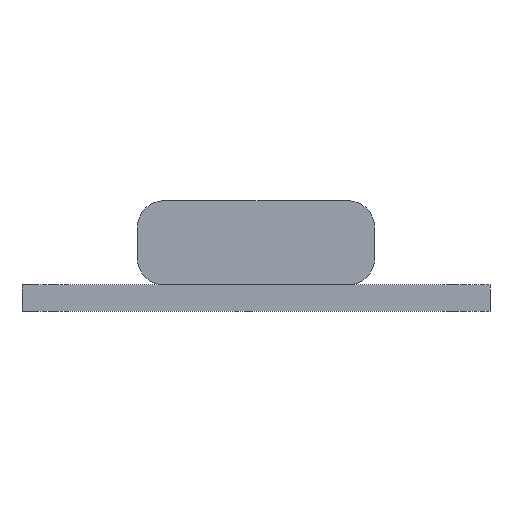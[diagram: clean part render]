
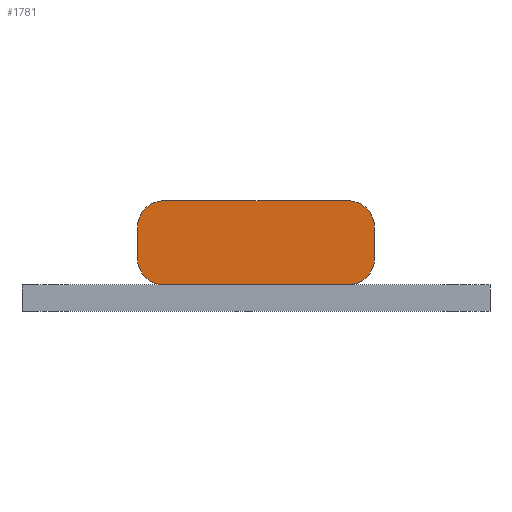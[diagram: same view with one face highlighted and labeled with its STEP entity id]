
A CAD part, front view. The second image highlights one B-rep face of the part: STEP entity #1781.
In plain terms, the highlighted planar face has unit normal (0, -1, 0).
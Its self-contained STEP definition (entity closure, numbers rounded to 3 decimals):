
#96=PLANE('',#1970);
#181=FACE_OUTER_BOUND('',#317,.T.);
#317=EDGE_LOOP('',(#1609,#1610,#1611,#1612,#1613,#1614,#1615,#1616));
#459=LINE('',#2988,#607);
#462=LINE('',#2994,#610);
#463=LINE('',#2998,#611);
#464=LINE('',#3002,#612);
#607=VECTOR('',#2476,10.);
#610=VECTOR('',#2481,10.);
#611=VECTOR('',#2484,10.);
#612=VECTOR('',#2487,10.);
#717=CIRCLE('',#1967,1.);
#719=CIRCLE('',#1971,1.);
#720=CIRCLE('',#1972,1.);
#721=CIRCLE('',#1973,1.);
#877=VERTEX_POINT('',#2978);
#878=VERTEX_POINT('',#2979);
#881=VERTEX_POINT('',#2987);
#883=VERTEX_POINT('',#2993);
#884=VERTEX_POINT('',#2995);
#885=VERTEX_POINT('',#2997);
#886=VERTEX_POINT('',#2999);
#887=VERTEX_POINT('',#3001);
#1121=EDGE_CURVE('',#877,#878,#717,.T.);
#1125=EDGE_CURVE('',#878,#881,#459,.T.);
#1128=EDGE_CURVE('',#877,#883,#462,.T.);
#1129=EDGE_CURVE('',#884,#883,#719,.T.);
#1130=EDGE_CURVE('',#885,#884,#463,.T.);
#1131=EDGE_CURVE('',#886,#885,#720,.T.);
#1132=EDGE_CURVE('',#887,#886,#464,.T.);
#1133=EDGE_CURVE('',#881,#887,#721,.T.);
#1609=ORIENTED_EDGE('',*,*,#1121,.F.);
#1610=ORIENTED_EDGE('',*,*,#1128,.T.);
#1611=ORIENTED_EDGE('',*,*,#1129,.F.);
#1612=ORIENTED_EDGE('',*,*,#1130,.F.);
#1613=ORIENTED_EDGE('',*,*,#1131,.F.);
#1614=ORIENTED_EDGE('',*,*,#1132,.F.);
#1615=ORIENTED_EDGE('',*,*,#1133,.F.);
#1616=ORIENTED_EDGE('',*,*,#1125,.F.);
#1781=ADVANCED_FACE('',(#181),#96,.T.);
#1967=AXIS2_PLACEMENT_3D('',#2980,#2468,#2469);
#1970=AXIS2_PLACEMENT_3D('',#2992,#2479,#2480);
#1971=AXIS2_PLACEMENT_3D('',#2996,#2482,#2483);
#1972=AXIS2_PLACEMENT_3D('',#3000,#2485,#2486);
#1973=AXIS2_PLACEMENT_3D('',#3003,#2488,#2489);
#2468=DIRECTION('center_axis',(0.,1.,0.));
#2469=DIRECTION('ref_axis',(0.707,0.,-0.707));
#2476=DIRECTION('',(-1.,0.,0.));
#2479=DIRECTION('center_axis',(0.,-1.,0.));
#2480=DIRECTION('ref_axis',(1.,0.,0.));
#2481=DIRECTION('',(0.,0.,1.));
#2482=DIRECTION('center_axis',(0.,1.,0.));
#2483=DIRECTION('ref_axis',(0.707,0.,0.707));
#2484=DIRECTION('',(1.,0.,0.));
#2485=DIRECTION('center_axis',(0.,1.,0.));
#2486=DIRECTION('ref_axis',(-0.707,0.,0.707));
#2487=DIRECTION('',(0.,0.,1.));
#2488=DIRECTION('center_axis',(0.,1.,0.));
#2489=DIRECTION('ref_axis',(-0.707,0.,-0.707));
#2978=CARTESIAN_POINT('',(4.5,10.38,2.));
#2979=CARTESIAN_POINT('',(3.5,10.38,1.));
#2980=CARTESIAN_POINT('Origin',(3.5,10.38,2.));
#2987=CARTESIAN_POINT('',(-3.5,10.38,1.));
#2988=CARTESIAN_POINT('',(4.5,10.38,1.));
#2992=CARTESIAN_POINT('Origin',(-4.5,10.38,1.));
#2993=CARTESIAN_POINT('',(4.5,10.38,3.2));
#2994=CARTESIAN_POINT('',(4.5,10.38,1.));
#2995=CARTESIAN_POINT('',(3.5,10.38,4.2));
#2996=CARTESIAN_POINT('Origin',(3.5,10.38,3.2));
#2997=CARTESIAN_POINT('',(-3.5,10.38,4.2));
#2998=CARTESIAN_POINT('',(4.5,10.38,4.2));
#2999=CARTESIAN_POINT('',(-4.5,10.38,3.2));
#3000=CARTESIAN_POINT('Origin',(-3.5,10.38,3.2));
#3001=CARTESIAN_POINT('',(-4.5,10.38,2.));
#3002=CARTESIAN_POINT('',(-4.5,10.38,1.));
#3003=CARTESIAN_POINT('Origin',(-3.5,10.38,2.));
